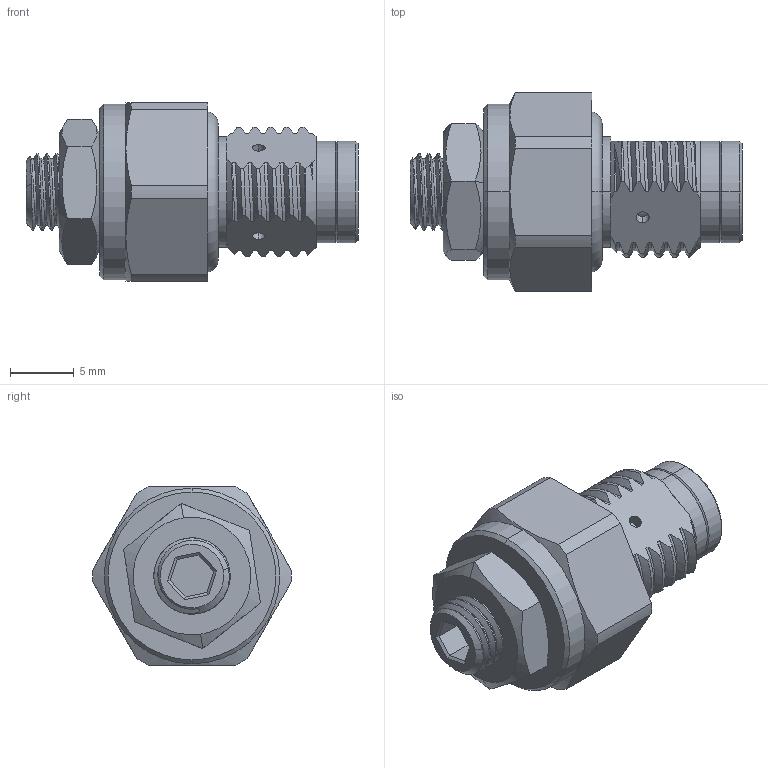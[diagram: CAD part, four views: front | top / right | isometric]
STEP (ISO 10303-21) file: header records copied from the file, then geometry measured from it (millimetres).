
FILE_DESCRIPTION (( 'STEP AP214' ), '1' );
FILE_NAME ('CZL10覃厒概.STEP', '2019-04-13T06:01:31', ( '' ), ( '' ), 'SwSTEP 2.0', 'SolidWorks 2016', '' );
FILE_SCHEMA (( 'AUTOMOTIVE_DESIGN' ));
Length unit declared in the file: millimetre
Products named in the file (1): CZL10覃厒概
Bounding box: 26.1 x 15.6 x 14 mm (x, y, z)
Volume: 2179.3 mm3; surface area: 2747.2 mm2
Topology: 4 solids, 4 shells, 301 faces, 761 edges, 469 vertices
Faces by surface type: cylinder 114, cone 60, plane 55, bspline 54, torus 18
Entity records: 21073 total; most frequent: CARTESIAN_POINT 14576, ORIENTED_EDGE 1518, DIRECTION 1154, EDGE_CURVE 759, VERTEX_POINT 469, AXIS2_PLACEMENT_3D 454, EDGE_LOOP 322, ADVANCED_FACE 301
